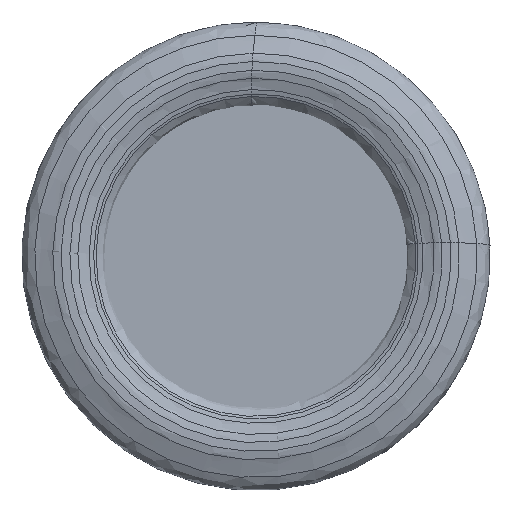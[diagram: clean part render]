
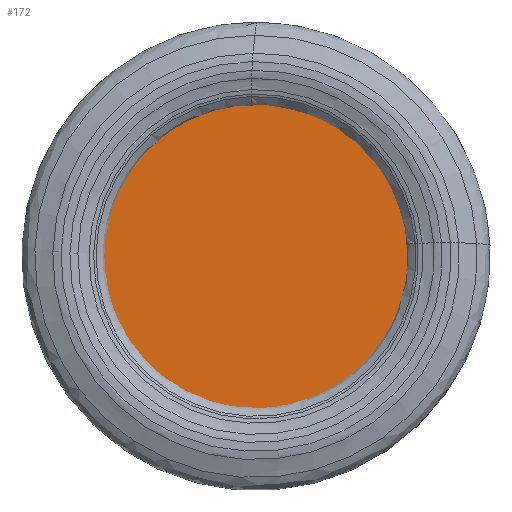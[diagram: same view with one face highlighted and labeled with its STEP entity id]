
A CAD part, left-side view. The second image highlights one B-rep face of the part: STEP entity #172.
In plain terms, the highlighted planar face has unit normal (-1, 0, 0).
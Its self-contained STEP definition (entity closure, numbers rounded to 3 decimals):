
#172=ADVANCED_FACE('',(#239),#236,.F.);
#236=PLANE('',#859);
#239=FACE_OUTER_BOUND('',#289,.T.);
#289=EDGE_LOOP('',(#367));
#367=ORIENTED_EDGE('',*,*,#652,.T.);
#589=VERTEX_POINT('',#1202);
#652=EDGE_CURVE('',#589,#589,#763,.T.);
#763=CIRCLE('',#858,17.078);
#858=AXIS2_PLACEMENT_3D('',#1201,#971,#972);
#859=AXIS2_PLACEMENT_3D('',#1203,#973,#974);
#971=DIRECTION('',(-1.,0.,0.));
#972=DIRECTION('',(0.,0.,1.));
#973=DIRECTION('',(1.,0.,0.));
#974=DIRECTION('',(0.,0.,-1.));
#1201=CARTESIAN_POINT('',(1.8,0.,0.));
#1202=CARTESIAN_POINT('',(1.8,0.,17.078));
#1203=CARTESIAN_POINT('',(1.8,0.,0.));
